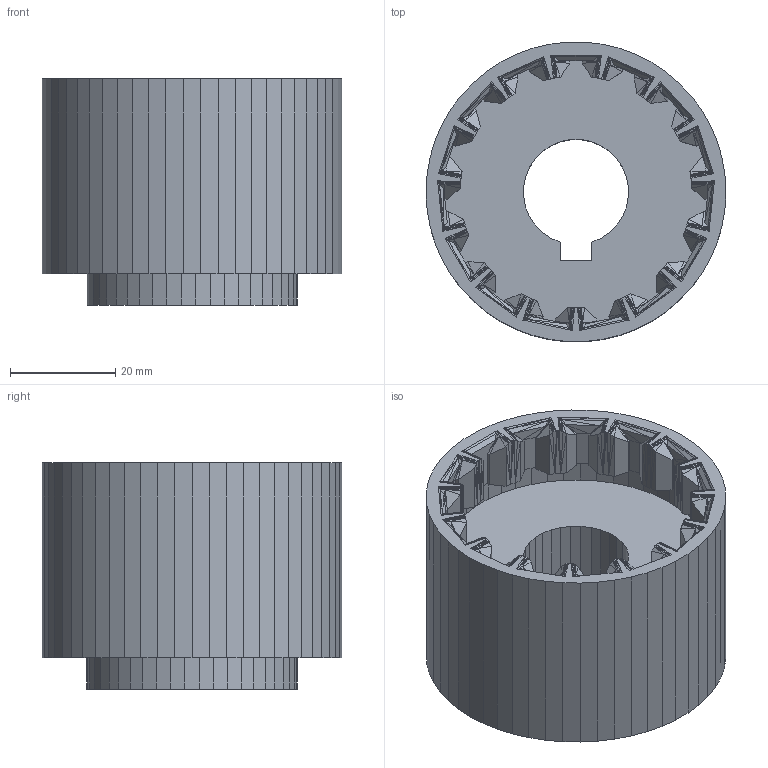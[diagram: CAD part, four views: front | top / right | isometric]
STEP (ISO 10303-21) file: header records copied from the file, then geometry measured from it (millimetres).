
FILE_DESCRIPTION(('FreeCAD Model'),'2;1');
FILE_NAME('entretoise aebi am9.step','2021-06-28T13:43:43',('Author'),(''), 'Open CASCADE STEP processor 7.3','FreeCAD','Unknown');
FILE_SCHEMA(('AUTOMOTIVE_DESIGN { 1 0 10303 214 1 1 1 1 }'));
Products named in the file (1): Mesh002
Bounding box: 57 x 56.9 x 43 mm (x, y, z)
Surface area: 16945.8 mm2 (no closed solid volume)
Topology: 0 solids, 1 shells, 1314 faces, 2421 edges, 1112 vertices
Faces by surface type: plane 1314
Entity records: 59634 total; most frequent: CARTESIAN_POINT 11251, DIRECTION 8332, LINE 5702, VECTOR 5702, ORIENTED_EDGE 4842, PCURVE 4842, DEFINITIONAL_REPRESENTATION 4842, EDGE_CURVE 2421
